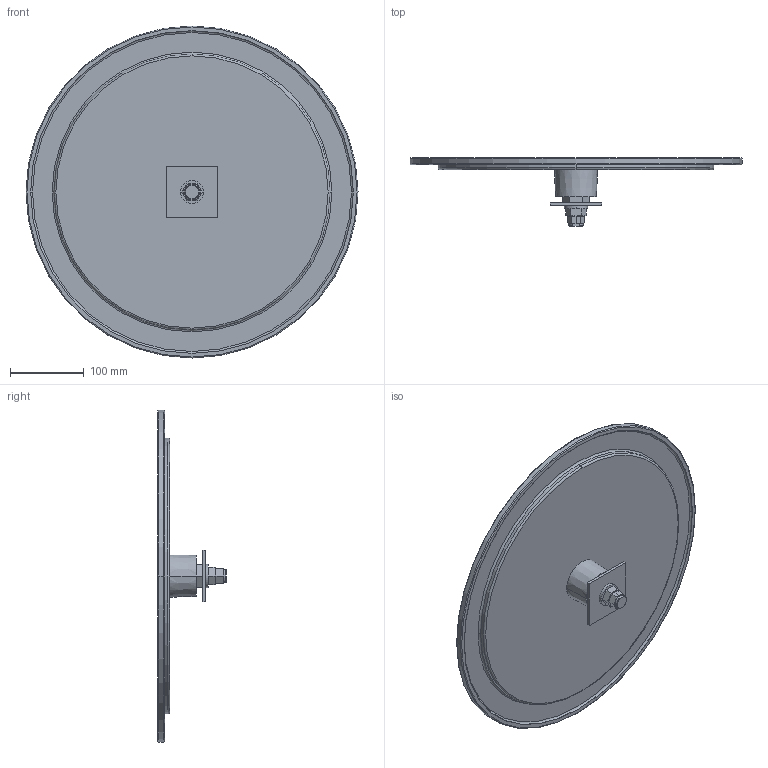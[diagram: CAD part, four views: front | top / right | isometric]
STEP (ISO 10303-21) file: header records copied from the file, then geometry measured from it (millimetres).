
FILE_DESCRIPTION (( 'STEP AP214' ), '1' );
FILE_NAME ('Rexnord-880 Corner Disc-880BOTAB FT-18.step', '2019-02-26T10:57:06', ( '' ), ( '' ), 'SwSTEP 2.0', 'SolidWorks 2019', '' );
FILE_SCHEMA (( 'AUTOMOTIVE_DESIGN' ));
Length unit declared in the file: inch
Products named in the file (1): Rexnord-880 Corner Disc-880BOTAB FT-18
Bounding box: 451.61 x 92.96 x 451.61 mm (x, y, z)
Volume: 2234195.2 mm3; surface area: 396133.9 mm2
Topology: 10 solids, 10 shells, 139 faces, 296 edges, 188 vertices
Faces by surface type: plane 57, cylinder 48, cone 22, torus 12
Entity records: 4121 total; most frequent: CARTESIAN_POINT 852, DIRECTION 686, ORIENTED_EDGE 592, EDGE_CURVE 296, AXIS2_PLACEMENT_3D 290, VERTEX_POINT 188, EDGE_LOOP 166, CIRCLE 150
